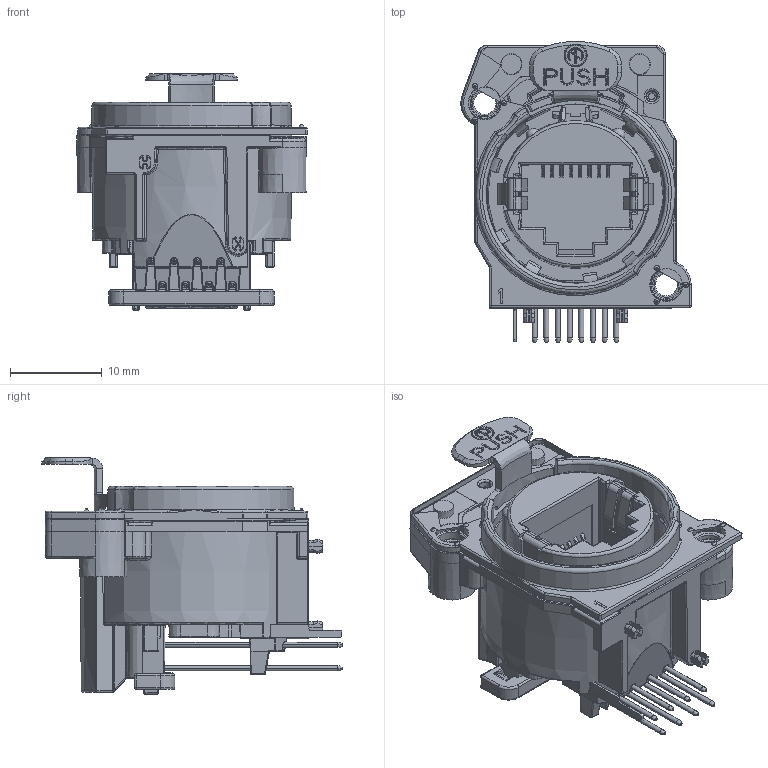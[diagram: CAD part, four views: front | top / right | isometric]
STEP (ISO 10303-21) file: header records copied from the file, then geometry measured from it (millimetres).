
FILE_DESCRIPTION((''),'2;1');
FILE_NAME('30011491','2024-05-24T14:52:44',('SYSTEM'),(''),'CREO PARAMETRIC BY PTC INC, 2023424','CREO PARAMETRIC BY PTC INC, 2023424','');
FILE_SCHEMA(('CONFIG_CONTROL_DESIGN'));
Products named in the file (1): 30011491
Bounding box: 25.1 x 32.76 x 25.72 mm (x, y, z)
Volume: 4760.9 mm3; surface area: 7449.5 mm2
Topology: 1 solids, 4 shells, 2890 faces, 7156 edges, 4275 vertices
Faces by surface type: plane 1169, cylinder 916, bspline 379, torus 156, sphere 147, cone 121, extrusion 2
Entity records: 99585 total; most frequent: CARTESIAN_POINT 33928, ORIENTED_EDGE 14284, DIRECTION 12942, EDGE_CURVE 7142, AXIS2_PLACEMENT_3D 4621, VERTEX_POINT 4273, VECTOR 3700, LINE 3698
